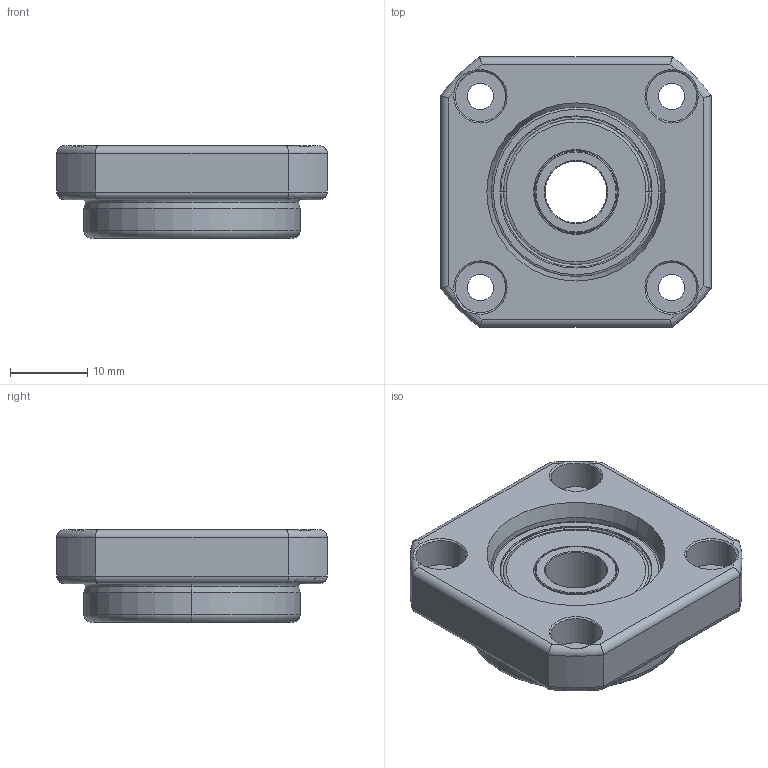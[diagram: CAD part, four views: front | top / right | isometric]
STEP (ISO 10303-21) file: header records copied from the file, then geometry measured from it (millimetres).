
FILE_DESCRIPTION (( 'STEP AP214' ), '1' );
FILE_NAME ('FF10疒玉.STEP', '2018-12-10T05:08:20', ( 'Windows 荤侩磊' ), ( '' ), 'SwSTEP 2.0', 'SolidWorks 2013', '' );
FILE_SCHEMA (( 'AUTOMOTIVE_DESIGN' ));
Length unit declared in the file: millimetre
Products named in the file (3): FF10_體(成_); FF10疒玉; 608ZZ軸承
Assembly tree (2 placements, depth 2):
  FF10疒玉
    FF10_體(成_)
    608ZZ軸承
Bounding box: 35 x 35 x 12 mm (x, y, z)
Volume: 7558.6 mm3; surface area: 6936.5 mm2
Topology: 12 solids, 12 shells, 202 faces, 451 edges, 265 vertices
Faces by surface type: torus 74, cylinder 62, cone 24, plane 24, sphere 14, bspline 4
Entity records: 6854 total; most frequent: CARTESIAN_POINT 2191, DIRECTION 1080, ORIENTED_EDGE 832, AXIS2_PLACEMENT_3D 493, EDGE_CURVE 416, CIRCLE 290, VERTEX_POINT 244, EDGE_LOOP 226
